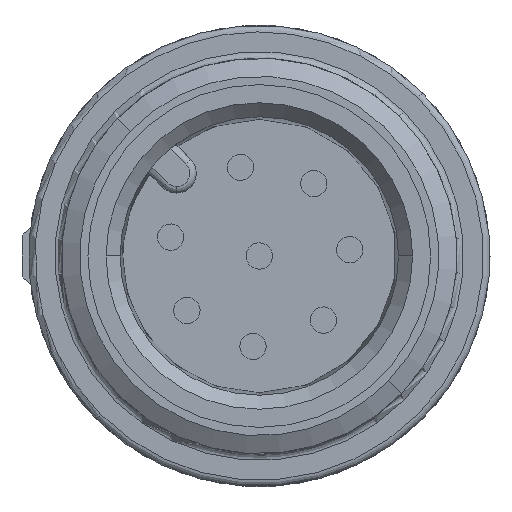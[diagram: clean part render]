
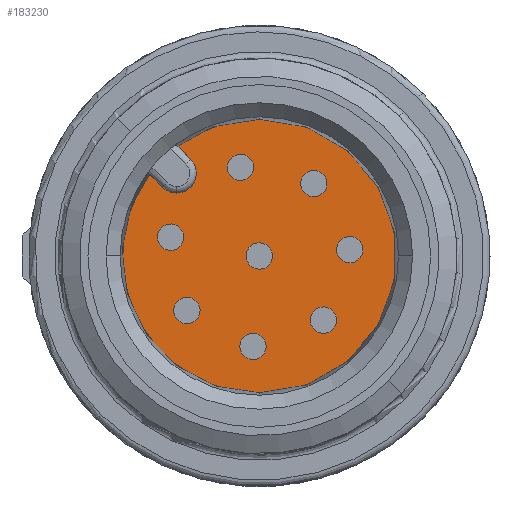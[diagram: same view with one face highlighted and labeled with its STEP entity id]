
A CAD part, left-side view. The second image highlights one B-rep face of the part: STEP entity #183230.
In plain terms, the highlighted face is planar.
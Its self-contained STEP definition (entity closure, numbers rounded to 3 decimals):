
#85260=CARTESIAN_POINT('',(18.022,31.951,
9.335));
#85270=VERTEX_POINT('',#85260);
#85320=CARTESIAN_POINT('',(17.739,31.668,
9.335));
#85330=DIRECTION('',(0.,0.,-1.));
#85340=DIRECTION('',(0.707,0.707,
0.));
#85350=AXIS2_PLACEMENT_3D('',#85320,#85330,#85340);
#85360=CIRCLE('',#85350,0.4);
#85370=CARTESIAN_POINT('',(17.457,31.386,
9.335));
#85380=VERTEX_POINT('',#85370);
#85390=EDGE_CURVE('',#85380,#85270,#85360,.T.);
#86930=CARTESIAN_POINT('',(22.962,33.798,
9.335));
#86940=VERTEX_POINT('',#86930);
#86970=CARTESIAN_POINT('',(22.679,33.515,
9.335));
#86980=DIRECTION('',(0.,0.,-1.));
#86990=DIRECTION('',(0.707,0.707,
0.));
#87000=AXIS2_PLACEMENT_3D('',#86970,#86980,#86990);
#87010=CIRCLE('',#87000,0.4);
#87020=CARTESIAN_POINT('',(22.396,33.232,
9.335));
#87030=VERTEX_POINT('',#87020);
#87040=EDGE_CURVE('',#87030,#86940,#87010,.T.);
#179120=CARTESIAN_POINT('',(18.821,34.088,
9.335));
#179130=VERTEX_POINT('',#179120);
#179160=CARTESIAN_POINT('',(18.538,33.805,
9.335));
#179170=DIRECTION('',(0.,0.,-1.));
#179180=DIRECTION('',(0.707,0.707,
0.));
#179190=AXIS2_PLACEMENT_3D('',#179160,#179170,#179180);
#179200=CIRCLE('',#179190,0.4);
#179210=CARTESIAN_POINT('',(18.255,33.522,
9.335));
#179220=VERTEX_POINT('',#179210);
#179230=EDGE_CURVE('',#179220,#179130,#179200,.T.);
#180350=CARTESIAN_POINT('',(20.957,34.886,
9.335));
#180360=VERTEX_POINT('',#180350);
#180390=CARTESIAN_POINT('',(20.674,34.604,
9.335));
#180400=DIRECTION('',(0.,0.,-1.));
#180410=DIRECTION('',(0.707,0.707,
0.));
#180420=AXIS2_PLACEMENT_3D('',#180390,#180400,#180410);
#180430=CIRCLE('',#180420,0.4);
#180440=CARTESIAN_POINT('',(20.392,34.321,
9.335));
#180450=VERTEX_POINT('',#180440);
#180460=EDGE_CURVE('',#180450,#180360,#180430,.T.);
#180740=CARTESIAN_POINT('',(23.455,31.571,
9.335));
#180750=VERTEX_POINT('',#180740);
#180800=CARTESIAN_POINT('',(23.173,31.289,
9.335));
#180810=DIRECTION('',(0.,0.,-1.));
#180820=DIRECTION('',(0.707,0.707,
0.));
#180830=AXIS2_PLACEMENT_3D('',#180800,#180810,#180820);
#180840=CIRCLE('',#180830,0.4);
#180850=CARTESIAN_POINT('',(22.89,31.006,
9.335));
#180860=VERTEX_POINT('',#180850);
#180870=EDGE_CURVE('',#180860,#180750,#180840,.T.);
#181230=CARTESIAN_POINT('',(20.766,32.143,
9.335));
#181240=VERTEX_POINT('',#181230);
#181270=CARTESIAN_POINT('',(20.483,31.86,
9.335));
#181280=DIRECTION('',(0.,0.,-1.));
#181290=DIRECTION('',(0.707,0.707,
0.));
#181300=AXIS2_PLACEMENT_3D('',#181270,#181280,#181290);
#181310=CIRCLE('',#181300,0.4);
#181320=CARTESIAN_POINT('',(20.2,31.577,
9.335));
#181330=VERTEX_POINT('',#181320);
#181340=EDGE_CURVE('',#181330,#181240,#181310,.T.);
#181620=CARTESIAN_POINT('',(21.337,29.453,
9.335));
#181630=VERTEX_POINT('',#181620);
#181660=CARTESIAN_POINT('',(21.054,29.17,
9.335));
#181670=DIRECTION('',(0.,0.,-1.));
#181680=DIRECTION('',(0.707,0.707,
0.));
#181690=AXIS2_PLACEMENT_3D('',#181660,#181670,#181680);
#181700=CIRCLE('',#181690,0.4);
#181710=CARTESIAN_POINT('',(20.772,28.888,
9.335));
#181720=VERTEX_POINT('',#181710);
#181730=EDGE_CURVE('',#181720,#181630,#181700,.T.);
#182200=CARTESIAN_POINT('',(20.518,32.999,
9.335));
#182210=DIRECTION('',(0.,0.,-1.));
#182220=DIRECTION('',(-0.707,0.707,
0.));
#182230=AXIS2_PLACEMENT_3D('',#182200,#182210,#182220);
#182240=PLANE('',#182230);
#182250=CARTESIAN_POINT('',(20.483,31.86,
9.335));
#182260=DIRECTION('',(0.,0.,-1.));
#182270=DIRECTION('',(-1.,0.,0.));
#182280=AXIS2_PLACEMENT_3D('',#182250,#182260,#182270);
#182290=CIRCLE('',#182280,4.15);
#182300=CARTESIAN_POINT('',(16.333,31.86,
9.335));
#182310=VERTEX_POINT('',#182300);
#182320=CARTESIAN_POINT('',(24.633,31.86,
9.335));
#182330=VERTEX_POINT('',#182320);
#182340=EDGE_CURVE('',#182310,#182330,#182290,.T.);
#182350=ORIENTED_EDGE('',*,*,#182340,.T.);
#182360=CARTESIAN_POINT('',(22.962,28.532,
9.335));
#182370=VERTEX_POINT('',#182360);
#182380=EDGE_CURVE('',#182370,#182310,#182290,.T.);
#182390=ORIENTED_EDGE('',*,*,#182380,.T.);
#182400=CARTESIAN_POINT('',(22.229,29.265,
9.335));
#182410=DIRECTION('',(0.707,-0.707,
0.));
#182420=VECTOR('',#182410,1.);
#182430=LINE('',#182400,#182420);
#182440=CARTESIAN_POINT('',(22.569,28.926,
9.335));
#182450=VERTEX_POINT('',#182440);
#182460=EDGE_CURVE('',#182450,#182370,#182430,.T.);
#182470=ORIENTED_EDGE('',*,*,#182460,.T.);
#182480=CARTESIAN_POINT('',(22.993,29.35,
9.335));
#182490=DIRECTION('',(0.,0.,-1.));
#182500=DIRECTION('',(-1.,0.,0.));
#182510=AXIS2_PLACEMENT_3D('',#182480,#182490,#182500);
#182520=CIRCLE('',#182510,0.6);
#182530=CARTESIAN_POINT('',(22.393,29.35,
9.335));
#182540=VERTEX_POINT('',#182530);
#182550=EDGE_CURVE('',#182450,#182540,#182520,.T.);
#182560=ORIENTED_EDGE('',*,*,#182550,.F.);
#182570=CARTESIAN_POINT('',(23.417,29.774,
9.335));
#182580=VERTEX_POINT('',#182570);
#182590=EDGE_CURVE('',#182540,#182580,#182520,.T.);
#182600=ORIENTED_EDGE('',*,*,#182590,.F.);
#182610=CARTESIAN_POINT('',(25.672,27.52,
9.335));
#182620=DIRECTION('',(-0.707,0.707,
0.));
#182630=VECTOR('',#182620,1.);
#182640=LINE('',#182610,#182630);
#182650=CARTESIAN_POINT('',(23.811,29.381,
9.335));
#182660=VERTEX_POINT('',#182650);
#182670=EDGE_CURVE('',#182660,#182580,#182640,.T.);
#182680=ORIENTED_EDGE('',*,*,#182670,.T.);
#182690=EDGE_CURVE('',#182330,#182660,#182290,.T.);
#182700=ORIENTED_EDGE('',*,*,#182690,.T.);
#182710=EDGE_LOOP('',(#182700,#182680,#182600,#182560,#182470,#182390,
#182350));
#182720=FACE_OUTER_BOUND('',#182710,.T.);
#182730=EDGE_CURVE('',#179130,#179220,#179200,.T.);
#182740=ORIENTED_EDGE('',*,*,#182730,.F.);
#182750=ORIENTED_EDGE('',*,*,#179230,.F.);
#182760=EDGE_LOOP('',(#182750,#182740));
#182770=FACE_BOUND('',#182760,.T.);
#182780=EDGE_CURVE('',#181240,#181330,#181310,.T.);
#182790=ORIENTED_EDGE('',*,*,#182780,.F.);
#182800=ORIENTED_EDGE('',*,*,#181340,.F.);
#182810=EDGE_LOOP('',(#182800,#182790));
#182820=FACE_BOUND('',#182810,.T.);
#182830=EDGE_CURVE('',#181630,#181720,#181700,.T.);
#182840=ORIENTED_EDGE('',*,*,#182830,.F.);
#182850=ORIENTED_EDGE('',*,*,#181730,.F.);
#182860=EDGE_LOOP('',(#182850,#182840));
#182870=FACE_BOUND('',#182860,.T.);
#182880=EDGE_CURVE('',#180750,#180860,#180840,.T.);
#182890=ORIENTED_EDGE('',*,*,#182880,.F.);
#182900=ORIENTED_EDGE('',*,*,#180870,.F.);
#182910=EDGE_LOOP('',(#182900,#182890));
#182920=FACE_BOUND('',#182910,.T.);
#182930=EDGE_CURVE('',#180360,#180450,#180430,.T.);
#182940=ORIENTED_EDGE('',*,*,#182930,.F.);
#182950=ORIENTED_EDGE('',*,*,#180460,.F.);
#182960=EDGE_LOOP('',(#182950,#182940));
#182970=FACE_BOUND('',#182960,.T.);
#182980=CARTESIAN_POINT('',(18.828,29.664,
9.335));
#182990=DIRECTION('',(0.,0.,-1.));
#183000=DIRECTION('',(0.707,0.707,
0.));
#183010=AXIS2_PLACEMENT_3D('',#182980,#182990,#183000);
#183020=CIRCLE('',#183010,0.4);
#183030=CARTESIAN_POINT('',(19.111,29.947,
9.335));
#183040=VERTEX_POINT('',#183030);
#183050=CARTESIAN_POINT('',(18.545,29.381,
9.335));
#183060=VERTEX_POINT('',#183050);
#183070=EDGE_CURVE('',#183040,#183060,#183020,.T.);
#183080=ORIENTED_EDGE('',*,*,#183070,.F.);
#183090=EDGE_CURVE('',#183060,#183040,#183020,.T.);
#183100=ORIENTED_EDGE('',*,*,#183090,.F.);
#183110=EDGE_LOOP('',(#183100,#183080));
#183120=FACE_BOUND('',#183110,.T.);
#183130=EDGE_CURVE('',#86940,#87030,#87010,.T.);
#183140=ORIENTED_EDGE('',*,*,#183130,.F.);
#183150=ORIENTED_EDGE('',*,*,#87040,.F.);
#183160=EDGE_LOOP('',(#183150,#183140));
#183170=FACE_BOUND('',#183160,.T.);
#183180=EDGE_CURVE('',#85270,#85380,#85360,.T.);
#183190=ORIENTED_EDGE('',*,*,#183180,.F.);
#183200=ORIENTED_EDGE('',*,*,#85390,.F.);
#183210=EDGE_LOOP('',(#183200,#183190));
#183220=FACE_BOUND('',#183210,.T.);
#183230=ADVANCED_FACE('',(#182720,#182770,#182820,#182870,#182920,
#182970,#183120,#183170,#183220),#182240,.T.);
